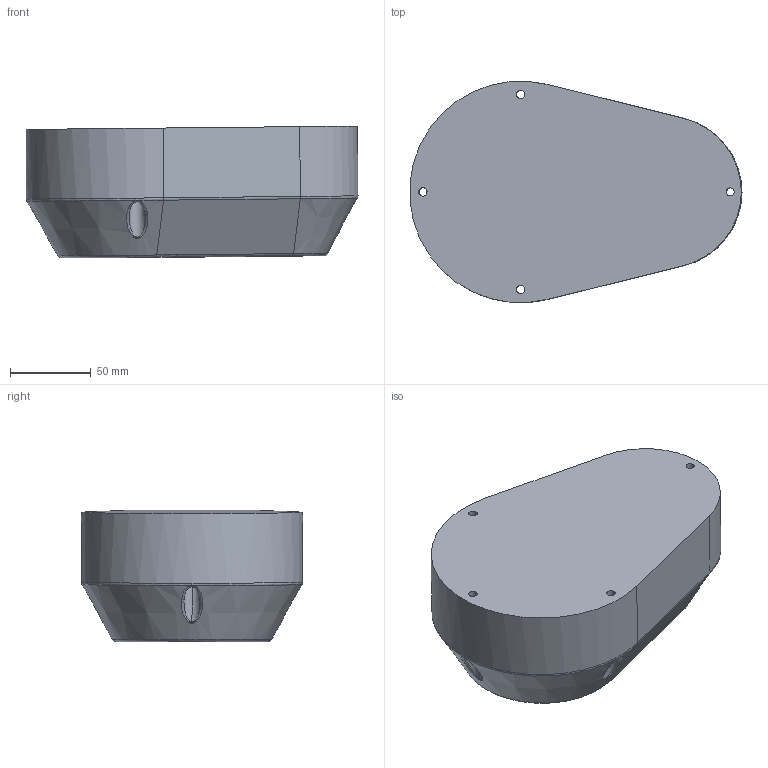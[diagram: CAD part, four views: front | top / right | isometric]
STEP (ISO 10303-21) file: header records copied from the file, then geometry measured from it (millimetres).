
FILE_DESCRIPTION (( 'STEP AP214' ), '1' );
FILE_NAME ('Part3.STEP', '2024-07-02T05:41:02', ( '' ), ( '' ), 'SwSTEP 2.0', 'SolidWorks 2022', '' );
FILE_SCHEMA (( 'AUTOMOTIVE_DESIGN' ));
Length unit declared in the file: millimetre
Products named in the file (1): Part3
Bounding box: 205.27 x 136.67 x 81.55 mm (x, y, z)
Volume: 1515412.1 mm3; surface area: 81483.4 mm2
Topology: 1 solids, 1 shells, 56 faces, 140 edges, 86 vertices
Faces by surface type: cylinder 25, bspline 14, plane 10, torus 4, cone 3
Entity records: 4098 total; most frequent: CARTESIAN_POINT 2805, ORIENTED_EDGE 280, DIRECTION 244, EDGE_CURVE 140, AXIS2_PLACEMENT_3D 103, VERTEX_POINT 86, EDGE_LOOP 64, CIRCLE 60
